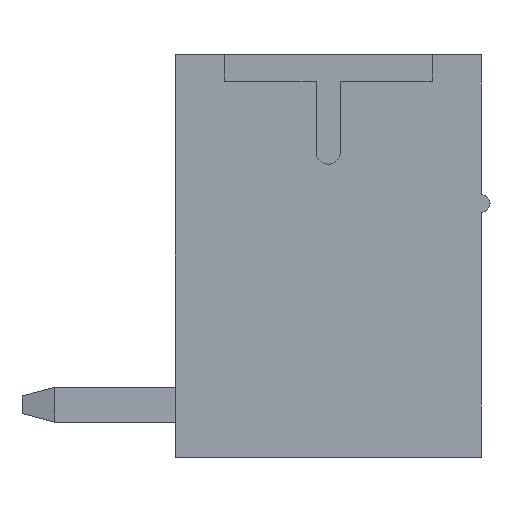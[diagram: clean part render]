
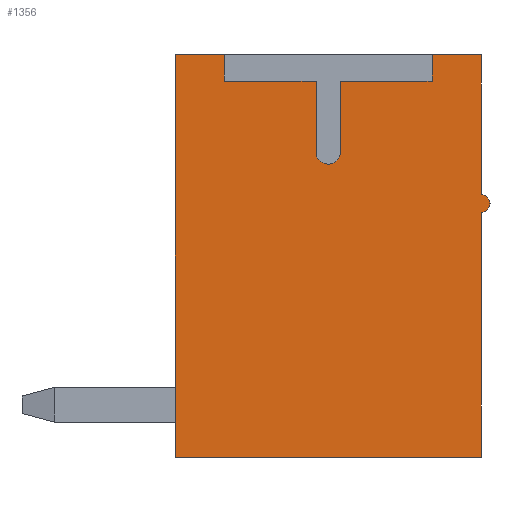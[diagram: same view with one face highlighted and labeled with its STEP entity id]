
A CAD part, left-side view. The second image highlights one B-rep face of the part: STEP entity #1356.
In plain terms, the highlighted planar face has unit normal (-1, 0, 0).
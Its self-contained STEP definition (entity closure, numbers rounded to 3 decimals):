
#1356 = ADVANCED_FACE( '', ( #2833 ), #2834, .F. );
#2833 = FACE_OUTER_BOUND( '', #4444, .T. );
#2834 = PLANE( '', #4445 );
#4444 = EDGE_LOOP( '', ( #8358, #8359, #8360, #8361, #8362, #8363, #8364, #8365, #8366, #8367, #8368, #8369, #8370, #8371 ) );
#4445 = AXIS2_PLACEMENT_3D( '', #8372, #8373, #8374 );
#8358 = ORIENTED_EDGE( '', *, *, #10649, .T. );
#8359 = ORIENTED_EDGE( '', *, *, #10090, .T. );
#8360 = ORIENTED_EDGE( '', *, *, #10299, .T. );
#8361 = ORIENTED_EDGE( '', *, *, #11101, .T. );
#8362 = ORIENTED_EDGE( '', *, *, #10442, .T. );
#8363 = ORIENTED_EDGE( '', *, *, #10294, .T. );
#8364 = ORIENTED_EDGE( '', *, *, #11548, .T. );
#8365 = ORIENTED_EDGE( '', *, *, #10875, .T. );
#8366 = ORIENTED_EDGE( '', *, *, #11533, .T. );
#8367 = ORIENTED_EDGE( '', *, *, #10098, .T. );
#8368 = ORIENTED_EDGE( '', *, *, #10471, .T. );
#8369 = ORIENTED_EDGE( '', *, *, #11201, .T. );
#8370 = ORIENTED_EDGE( '', *, *, #11064, .T. );
#8371 = ORIENTED_EDGE( '', *, *, #10838, .T. );
#8372 = CARTESIAN_POINT( '', ( -21.4, 0., 2.375 ) );
#8373 = DIRECTION( '', ( 1., 0., 0. ) );
#8374 = DIRECTION( '', ( 0., 0., -1. ) );
#10090 = EDGE_CURVE( '', #12195, #12192, #12196, .T. );
#10098 = EDGE_CURVE( '', #12211, #12209, #12212, .T. );
#10294 = EDGE_CURVE( '', #12576, #12574, #12577, .T. );
#10299 = EDGE_CURVE( '', #12192, #12582, #12584, .T. );
#10442 = EDGE_CURVE( '', #12817, #12576, #12818, .T. );
#10471 = EDGE_CURVE( '', #12209, #12863, #12864, .T. );
#10649 = EDGE_CURVE( '', #13163, #12195, #13164, .T. );
#10838 = EDGE_CURVE( '', #13452, #13163, #13453, .F. );
#10875 = EDGE_CURVE( '', #13510, #13508, #13511, .T. );
#11064 = EDGE_CURVE( '', #13792, #13452, #13793, .T. );
#11101 = EDGE_CURVE( '', #12582, #12817, #13848, .T. );
#11201 = EDGE_CURVE( '', #12863, #13792, #13987, .T. );
#11533 = EDGE_CURVE( '', #13508, #12211, #14407, .T. );
#11548 = EDGE_CURVE( '', #12574, #13510, #14423, .T. );
#12192 = VERTEX_POINT( '', #15246 );
#12195 = VERTEX_POINT( '', #15250 );
#12196 = LINE( '', #15251, #15252 );
#12209 = VERTEX_POINT( '', #15271 );
#12211 = VERTEX_POINT( '', #15274 );
#12212 = LINE( '', #15275, #15276 );
#12574 = VERTEX_POINT( '', #15809 );
#12576 = VERTEX_POINT( '', #15812 );
#12577 = CIRCLE( '', #15813, 0.275 );
#12582 = VERTEX_POINT( '', #15820 );
#12584 = LINE( '', #15823, #15824 );
#12817 = VERTEX_POINT( '', #16161 );
#12818 = LINE( '', #16162, #16163 );
#12863 = VERTEX_POINT( '', #16227 );
#12864 = LINE( '', #16228, #16229 );
#13163 = VERTEX_POINT( '', #16682 );
#13164 = LINE( '', #16683, #16684 );
#13452 = VERTEX_POINT( '', #17105 );
#13453 = CIRCLE( '', #17106, 0.2 );
#13508 = VERTEX_POINT( '', #17186 );
#13510 = VERTEX_POINT( '', #17189 );
#13511 = LINE( '', #17190, #17191 );
#13792 = VERTEX_POINT( '', #17613 );
#13793 = LINE( '', #17614, #17615 );
#13848 = LINE( '', #17696, #17697 );
#13987 = LINE( '', #17902, #17903 );
#14407 = LINE( '', #18530, #18531 );
#14423 = LINE( '', #18555, #18556 );
#15246 = CARTESIAN_POINT( '', ( -21.4, -2.375, 4.6 ) );
#15250 = CARTESIAN_POINT( '', ( -21.4, -3.5, 4.6 ) );
#15251 = CARTESIAN_POINT( '', ( -21.4, -3.871, 4.6 ) );
#15252 = VECTOR( '', #19188, 1000. );
#15271 = CARTESIAN_POINT( '', ( -21.4, 3.5, 4.6 ) );
#15274 = CARTESIAN_POINT( '', ( -21.4, 2.375, 4.6 ) );
#15275 = CARTESIAN_POINT( '', ( -21.4, 2.375, 4.6 ) );
#15276 = VECTOR( '', #19196, 1000. );
#15809 = CARTESIAN_POINT( '', ( -21.4, 0.275, 2.375 ) );
#15812 = CARTESIAN_POINT( '', ( -21.4, -0.275, 2.375 ) );
#15813 = AXIS2_PLACEMENT_3D( '', #19408, #19409, #19410 );
#15820 = CARTESIAN_POINT( '', ( -21.4, -2.375, 4. ) );
#15823 = CARTESIAN_POINT( '', ( -21.4, -2.375, 4.6 ) );
#15824 = VECTOR( '', #19414, 1000. );
#16161 = CARTESIAN_POINT( '', ( -21.4, -0.275, 4. ) );
#16162 = CARTESIAN_POINT( '', ( -21.4, -0.275, 4. ) );
#16163 = VECTOR( '', #19543, 1000. );
#16227 = CARTESIAN_POINT( '', ( -21.4, 3.5, -4.6 ) );
#16228 = CARTESIAN_POINT( '', ( -21.4, 3.5, 4.6 ) );
#16229 = VECTOR( '', #19569, 1000. );
#16682 = CARTESIAN_POINT( '', ( -21.4, -3.5, 1.4 ) );
#16683 = CARTESIAN_POINT( '', ( -21.4, -3.5, 1.4 ) );
#16684 = VECTOR( '', #19730, 1000. );
#17105 = CARTESIAN_POINT( '', ( -21.4, -3.5, 1. ) );
#17106 = AXIS2_PLACEMENT_3D( '', #19897, #19898, #19899 );
#17186 = CARTESIAN_POINT( '', ( -21.4, 2.375, 4. ) );
#17189 = CARTESIAN_POINT( '', ( -21.4, 0.275, 4. ) );
#17190 = CARTESIAN_POINT( '', ( -21.4, 0.275, 4. ) );
#17191 = VECTOR( '', #19932, 1000. );
#17613 = CARTESIAN_POINT( '', ( -21.4, -3.5, -4.6 ) );
#17614 = CARTESIAN_POINT( '', ( -21.4, -3.5, -4.6 ) );
#17615 = VECTOR( '', #20098, 1000. );
#17696 = CARTESIAN_POINT( '', ( -21.4, -2.375, 4. ) );
#17697 = VECTOR( '', #20131, 1000. );
#17902 = CARTESIAN_POINT( '', ( -21.4, 3.5, -4.6 ) );
#17903 = VECTOR( '', #20216, 1000. );
#18530 = CARTESIAN_POINT( '', ( -21.4, 2.375, 4. ) );
#18531 = VECTOR( '', #20460, 1000. );
#18555 = CARTESIAN_POINT( '', ( -21.4, 0.275, 2.375 ) );
#18556 = VECTOR( '', #20469, 1000. );
#19188 = DIRECTION( '', ( 0., 1., 0. ) );
#19196 = DIRECTION( '', ( 0., 1., 0. ) );
#19408 = CARTESIAN_POINT( '', ( -21.4, 0., 2.375 ) );
#19409 = DIRECTION( '', ( 1., 0., 0. ) );
#19410 = DIRECTION( '', ( 0., -1., 0. ) );
#19414 = DIRECTION( '', ( 0., 0., -1. ) );
#19543 = DIRECTION( '', ( 0., 0., -1. ) );
#19569 = DIRECTION( '', ( 0., 0., -1. ) );
#19730 = DIRECTION( '', ( 0., 0., 1. ) );
#19897 = CARTESIAN_POINT( '', ( -21.4, -3.5, 1.2 ) );
#19898 = DIRECTION( '', ( 1., 0., 0. ) );
#19899 = DIRECTION( '', ( 0., 0., -1. ) );
#19932 = DIRECTION( '', ( 0., 1., 0. ) );
#20098 = DIRECTION( '', ( 0., 0., 1. ) );
#20131 = DIRECTION( '', ( 0., 1., 0. ) );
#20216 = DIRECTION( '', ( 0., -1., 0. ) );
#20460 = DIRECTION( '', ( 0., 0., 1. ) );
#20469 = DIRECTION( '', ( 0., 0., 1. ) );
